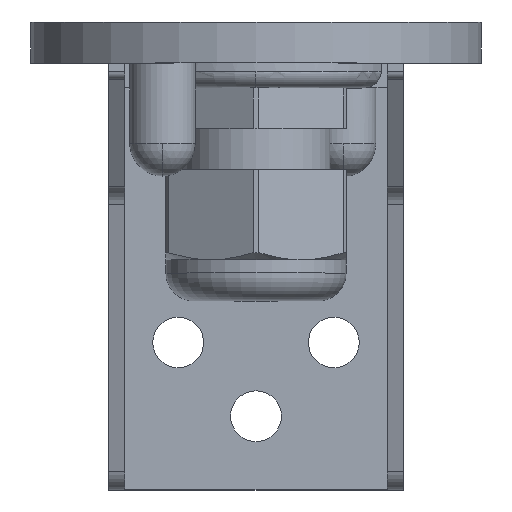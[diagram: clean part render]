
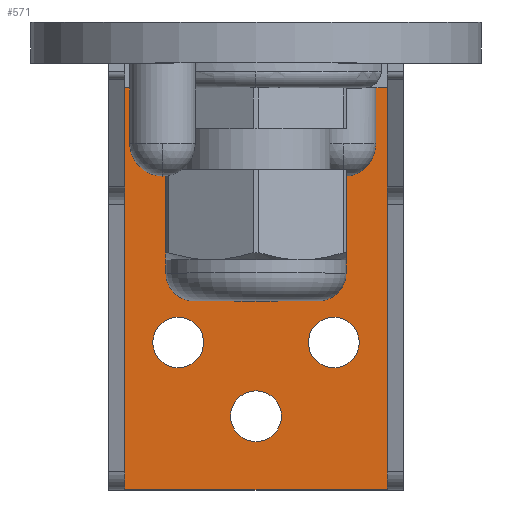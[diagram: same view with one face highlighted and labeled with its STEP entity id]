
A CAD part, top view. The second image highlights one B-rep face of the part: STEP entity #571.
In plain terms, the highlighted planar face has unit normal (0, 0, 1).
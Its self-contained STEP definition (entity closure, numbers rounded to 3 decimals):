
#571=ADVANCED_FACE('NONE',(#1208,#1209,#1210,#1211,#1212),#1213,.T.);
#1208=FACE_OUTER_BOUND('',#1943,.T.);
#1209=FACE_BOUND('',#1944,.T.);
#1210=FACE_BOUND('',#1945,.T.);
#1211=FACE_BOUND('',#1946,.T.);
#1212=FACE_BOUND('',#1947,.T.);
#1213=PLANE('',#1948);
#1943=EDGE_LOOP('',(#3331,#3332,#3333,#3334));
#1944=EDGE_LOOP('',(#3335,#3336));
#1945=EDGE_LOOP('',(#3337,#3338));
#1946=EDGE_LOOP('',(#3339,#3340));
#1947=EDGE_LOOP('',(#3341,#3342));
#1948=AXIS2_PLACEMENT_3D('',#3343,#3344,#3345);
#3331=ORIENTED_EDGE('',*,*,#4868,.F.);
#3332=ORIENTED_EDGE('',*,*,#4668,.F.);
#3333=ORIENTED_EDGE('',*,*,#4870,.T.);
#3334=ORIENTED_EDGE('',*,*,#4678,.F.);
#3335=ORIENTED_EDGE('',*,*,#4492,.T.);
#3336=ORIENTED_EDGE('',*,*,#4806,.T.);
#3337=ORIENTED_EDGE('',*,*,#4487,.T.);
#3338=ORIENTED_EDGE('',*,*,#4804,.T.);
#3339=ORIENTED_EDGE('',*,*,#4482,.T.);
#3340=ORIENTED_EDGE('',*,*,#4802,.T.);
#3341=ORIENTED_EDGE('',*,*,#4540,.T.);
#3342=ORIENTED_EDGE('',*,*,#4871,.T.);
#3343=CARTESIAN_POINT('',(9.5,57.,4.));
#3344=DIRECTION('',(0.,0.,1.0));
#3345=DIRECTION('',(1.0,0.,0.0));
#4482=EDGE_CURVE('NONE',#5366,#5364,#5367,.T.);
#4487=EDGE_CURVE('NONE',#5375,#5373,#5376,.T.);
#4492=EDGE_CURVE('NONE',#5384,#5382,#5385,.T.);
#4540=EDGE_CURVE('NONE',#5465,#5463,#5466,.T.);
#4668=EDGE_CURVE('NONE',#5674,#5676,#5677,.T.);
#4678=EDGE_CURVE('NONE',#5689,#5690,#5691,.T.);
#4802=EDGE_CURVE('NONE',#5364,#5366,#5859,.T.);
#4804=EDGE_CURVE('NONE',#5373,#5375,#5861,.T.);
#4806=EDGE_CURVE('NONE',#5382,#5384,#5863,.T.);
#4868=EDGE_CURVE('NONE',#5676,#5689,#5944,.T.);
#4870=EDGE_CURVE('NONE',#5674,#5690,#5946,.T.);
#4871=EDGE_CURVE('NONE',#5463,#5465,#5947,.T.);
#5364=VERTEX_POINT('NONE',#6742);
#5366=VERTEX_POINT('NONE',#6745);
#5367=CIRCLE('',#6746,3.1);
#5373=VERTEX_POINT('NONE',#6753);
#5375=VERTEX_POINT('NONE',#6756);
#5376=CIRCLE('',#6757,3.1);
#5382=VERTEX_POINT('NONE',#6764);
#5384=VERTEX_POINT('NONE',#6767);
#5385=CIRCLE('',#6768,3.1);
#5463=VERTEX_POINT('NONE',#6868);
#5465=VERTEX_POINT('NONE',#6871);
#5466=CIRCLE('',#6872,3.1);
#5674=VERTEX_POINT('NONE',#7157);
#5676=VERTEX_POINT('NONE',#7160);
#5677=LINE('',#7161,#7162);
#5689=VERTEX_POINT('NONE',#7176);
#5690=VERTEX_POINT('NONE',#7177);
#5691=LINE('',#7178,#7179);
#5859=CIRCLE('',#7415,3.1);
#5861=CIRCLE('',#7417,3.1);
#5863=CIRCLE('',#7419,3.1);
#5944=LINE('',#7532,#7533);
#5946=LINE('',#7535,#7536);
#5947=CIRCLE('',#7537,3.1);
#6742=CARTESIAN_POINT('',(18.,14.9,4.));
#6745=CARTESIAN_POINT('',(18.,21.1,4.));
#6746=AXIS2_PLACEMENT_3D('',#8407,#8408,#8409);
#6753=CARTESIAN_POINT('',(37.,14.9,4.));
#6756=CARTESIAN_POINT('',(37.,21.1,4.));
#6757=AXIS2_PLACEMENT_3D('',#8415,#8416,#8417);
#6764=CARTESIAN_POINT('',(27.5,34.9,4.));
#6767=CARTESIAN_POINT('',(27.5,41.1,4.));
#6768=AXIS2_PLACEMENT_3D('',#8423,#8424,#8425);
#6868=CARTESIAN_POINT('',(27.5,5.9,4.));
#6871=CARTESIAN_POINT('',(27.5,12.1,4.));
#6872=AXIS2_PLACEMENT_3D('',#8498,#8499,#8500);
#7157=CARTESIAN_POINT('',(11.5,55.,4.));
#7160=CARTESIAN_POINT('',(43.5,55.,4.));
#7161=CARTESIAN_POINT('',(27.5,55.,4.));
#7162=VECTOR('',#8695,1000.0);
#7176=CARTESIAN_POINT('',(43.5,0.,4.));
#7177=CARTESIAN_POINT('',(11.5,0.,4.));
#7178=CARTESIAN_POINT('',(27.5,0.,4.));
#7179=VECTOR('',#8710,1000.0);
#7415=AXIS2_PLACEMENT_3D('',#8827,#8828,#8829);
#7417=AXIS2_PLACEMENT_3D('',#8830,#8831,#8832);
#7419=AXIS2_PLACEMENT_3D('',#8833,#8834,#8835);
#7532=CARTESIAN_POINT('',(43.5,37.88,4.));
#7533=VECTOR('',#8898,1000.0);
#7535=CARTESIAN_POINT('',(11.5,57.,4.));
#7536=VECTOR('',#8899,1000.0);
#7537=AXIS2_PLACEMENT_3D('',#8900,#8901,#8902);
#8407=CARTESIAN_POINT('',(18.,18.,4.));
#8408=DIRECTION('',(0.,0.,-1.0));
#8409=DIRECTION('',(0.0,1.0,0.));
#8415=CARTESIAN_POINT('',(37.,18.,4.));
#8416=DIRECTION('',(0.,0.,-1.0));
#8417=DIRECTION('',(0.0,1.0,0.));
#8423=CARTESIAN_POINT('',(27.5,38.,4.));
#8424=DIRECTION('',(0.,0.,-1.0));
#8425=DIRECTION('',(0.0,1.0,0.));
#8498=CARTESIAN_POINT('',(27.5,9.,4.));
#8499=DIRECTION('',(0.,0.,-1.0));
#8500=DIRECTION('',(0.0,1.0,0.));
#8695=DIRECTION('',(1.0,0.,0.));
#8710=DIRECTION('',(-1.0,0.,0.));
#8827=CARTESIAN_POINT('',(18.,18.,4.));
#8828=DIRECTION('',(0.,0.,-1.0));
#8829=DIRECTION('',(0.0,1.0,0.));
#8830=CARTESIAN_POINT('',(37.,18.,4.));
#8831=DIRECTION('',(0.,0.,-1.0));
#8832=DIRECTION('',(0.0,1.0,0.));
#8833=CARTESIAN_POINT('',(27.5,38.,4.));
#8834=DIRECTION('',(0.,0.,-1.0));
#8835=DIRECTION('',(0.0,1.0,0.));
#8898=DIRECTION('',(0.0,-1.0,0.));
#8899=DIRECTION('',(0.0,-1.0,0.));
#8900=CARTESIAN_POINT('',(27.5,9.,4.));
#8901=DIRECTION('',(0.,0.,-1.0));
#8902=DIRECTION('',(0.0,1.0,0.));
